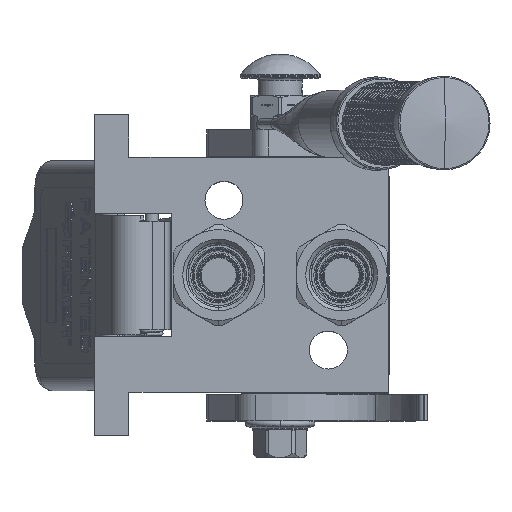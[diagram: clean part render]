
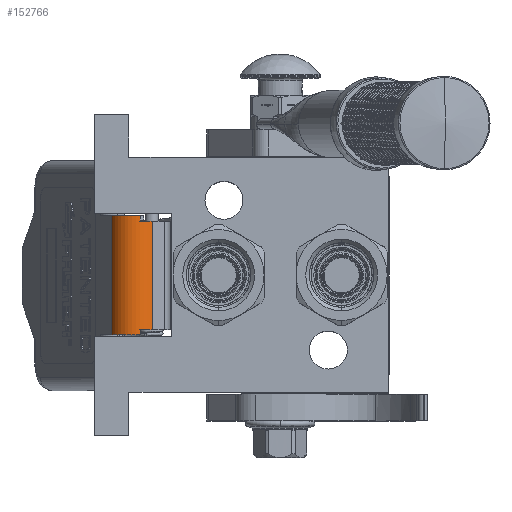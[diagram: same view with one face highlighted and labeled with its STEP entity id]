
A CAD part, top view. The second image highlights one B-rep face of the part: STEP entity #152766.
In plain terms, the highlighted cylindrical face has radius 9.5 mm (diameter 19 mm), a partial arc.
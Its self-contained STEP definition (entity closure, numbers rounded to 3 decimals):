
#859 = CIRCLE ( 'NONE', #167719, 9.5 ) ;
#5218 = CYLINDRICAL_SURFACE ( 'NONE', #71875, 9.5 ) ;
#7856 = ORIENTED_EDGE ( 'NONE', *, *, #151316, .T. ) ;
#9472 = ORIENTED_EDGE ( 'NONE', *, *, #70408, .F. ) ;
#17227 = DIRECTION ( 'NONE',  ( 1., 0., 0. ) ) ;
#18980 = CARTESIAN_POINT ( 'NONE',  ( 20.25, -5.154, -56.269 ) ) ;
#19918 = DIRECTION ( 'NONE',  ( 1., 0., 0. ) ) ;
#20289 = CARTESIAN_POINT ( 'NONE',  ( -22.25, 0., -56.881 ) ) ;
#24557 = CARTESIAN_POINT ( 'NONE',  ( 20.25, -1.5, -47.5 ) ) ;
#24661 = ORIENTED_EDGE ( 'NONE', *, *, #97406, .T. ) ;
#25304 = DIRECTION ( 'NONE',  ( -1., 0., 0. ) ) ;
#29857 = VERTEX_POINT ( 'NONE', #65585 ) ;
#29913 = VERTEX_POINT ( 'NONE', #82592 ) ;
#35646 = DIRECTION ( 'NONE',  ( 0., -0.385, -0.923 ) ) ;
#38179 = ORIENTED_EDGE ( 'NONE', *, *, #92305, .F. ) ;
#38332 = DIRECTION ( 'NONE',  ( 1., 0., 0. ) ) ;
#40983 = CARTESIAN_POINT ( 'NONE',  ( -20.25, -5.154, -56.269 ) ) ;
#43376 = FACE_OUTER_BOUND ( 'NONE', #76638, .T. ) ;
#47991 = ORIENTED_EDGE ( 'NONE', *, *, #83768, .F. ) ;
#48548 = DIRECTION ( 'NONE',  ( 1., 0., 0. ) ) ;
#51419 = VERTEX_POINT ( 'NONE', #40983 ) ;
#53484 = DIRECTION ( 'NONE',  ( 0., -0.385, -0.923 ) ) ;
#55670 = AXIS2_PLACEMENT_3D ( 'NONE', #134612, #19918, #120711 ) ;
#65585 = CARTESIAN_POINT ( 'NONE',  ( -22.25, 8., -47.5 ) ) ;
#70408 = EDGE_CURVE ( 'NONE', #132142, #83849, #168004, .T. ) ;
#71716 = ORIENTED_EDGE ( 'NONE', *, *, #137197, .F. ) ;
#71875 = AXIS2_PLACEMENT_3D ( 'NONE', #112878, #25304, #144963 ) ;
#72978 = CARTESIAN_POINT ( 'NONE',  ( 20.25, 0., -56.881 ) ) ;
#73301 = DIRECTION ( 'NONE',  ( 0., 0.158, -0.987 ) ) ;
#76427 = CARTESIAN_POINT ( 'NONE',  ( 22.25, 0., -56.881 ) ) ;
#76638 = EDGE_LOOP ( 'NONE', ( #71716, #24661, #77339, #151704, #7856, #47991, #9472, #38179 ) ) ;
#77339 = ORIENTED_EDGE ( 'NONE', *, *, #110266, .F. ) ;
#77892 = CARTESIAN_POINT ( 'NONE',  ( -20.25, -1.5, -47.5 ) ) ;
#79321 = VERTEX_POINT ( 'NONE', #108353 ) ;
#82592 = CARTESIAN_POINT ( 'NONE',  ( 22.25, 8., -47.5 ) ) ;
#83768 = EDGE_CURVE ( 'NONE', #83849, #29913, #94148, .T. ) ;
#83849 = VERTEX_POINT ( 'NONE', #76427 ) ;
#88731 = VERTEX_POINT ( 'NONE', #114023 ) ;
#89725 = LINE ( 'NONE', #20289, #103300 ) ;
#92305 = EDGE_CURVE ( 'NONE', #145114, #132142, #118721, .T. ) ;
#94148 = CIRCLE ( 'NONE', #142668, 9.5 ) ;
#97406 = EDGE_CURVE ( 'NONE', #51419, #88731, #859, .T. ) ;
#101066 = DIRECTION ( 'NONE',  ( 1., 0., 0. ) ) ;
#103300 = VECTOR ( 'NONE', #48548, 1000. ) ;
#108353 = CARTESIAN_POINT ( 'NONE',  ( -22.25, 0., -56.881 ) ) ;
#110266 = EDGE_CURVE ( 'NONE', #79321, #88731, #89725, .T. ) ;
#112878 = CARTESIAN_POINT ( 'NONE',  ( -22.25, -1.5, -47.5 ) ) ;
#114023 = CARTESIAN_POINT ( 'NONE',  ( -20.25, 0., -56.881 ) ) ;
#118721 = CIRCLE ( 'NONE', #130002, 9.5 ) ;
#120674 = VECTOR ( 'NONE', #17227, 1000. ) ;
#120711 = DIRECTION ( 'NONE',  ( 0., 0.158, -0.987 ) ) ;
#123219 = DIRECTION ( 'NONE',  ( 1., 0., 0. ) ) ;
#123519 = EDGE_CURVE ( 'NONE', #79321, #29857, #179492, .T. ) ;
#130002 = AXIS2_PLACEMENT_3D ( 'NONE', #24557, #38332, #53484 ) ;
#132142 = VERTEX_POINT ( 'NONE', #72978 ) ;
#134281 = VECTOR ( 'NONE', #174846, 1000. ) ;
#134612 = CARTESIAN_POINT ( 'NONE',  ( -22.25, -1.5, -47.5 ) ) ;
#137097 = CARTESIAN_POINT ( 'NONE',  ( -22.25, 8., -47.5 ) ) ;
#137197 = EDGE_CURVE ( 'NONE', #51419, #145114, #147633, .T. ) ;
#142668 = AXIS2_PLACEMENT_3D ( 'NONE', #172831, #101066, #73301 ) ;
#144963 = DIRECTION ( 'NONE',  ( 0., -1., 0. ) ) ;
#145114 = VERTEX_POINT ( 'NONE', #18980 ) ;
#147633 = LINE ( 'NONE', #148225, #120674 ) ;
#148225 = CARTESIAN_POINT ( 'NONE',  ( -20.25, -5.154, -56.269 ) ) ;
#151316 = EDGE_CURVE ( 'NONE', #29857, #29913, #158974, .T. ) ;
#151704 = ORIENTED_EDGE ( 'NONE', *, *, #123519, .T. ) ;
#152766 = ADVANCED_FACE ( 'NONE', ( #43376 ), #5218, .T. ) ;
#158974 = LINE ( 'NONE', #137097, #170149 ) ;
#160405 = CARTESIAN_POINT ( 'NONE',  ( 20.25, 0., -56.881 ) ) ;
#164810 = DIRECTION ( 'NONE',  ( 1., 0., 0. ) ) ;
#167719 = AXIS2_PLACEMENT_3D ( 'NONE', #77892, #164810, #35646 ) ;
#168004 = LINE ( 'NONE', #160405, #134281 ) ;
#170149 = VECTOR ( 'NONE', #123219, 1000. ) ;
#172831 = CARTESIAN_POINT ( 'NONE',  ( 22.25, -1.5, -47.5 ) ) ;
#174846 = DIRECTION ( 'NONE',  ( 1., 0., 0. ) ) ;
#179492 = CIRCLE ( 'NONE', #55670, 9.5 ) ;
